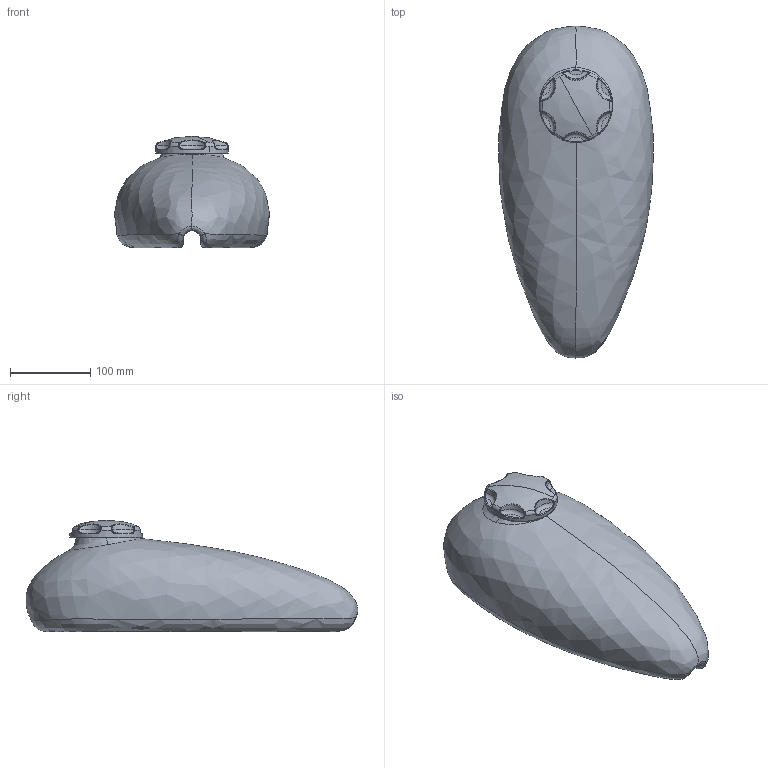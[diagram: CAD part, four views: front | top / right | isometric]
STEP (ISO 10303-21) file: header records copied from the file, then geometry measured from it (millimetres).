
FILE_DESCRIPTION(('CATIA V5 STEP Exchange'),'2;1');
FILE_NAME('chopper_gas_tank_ONR.stp','2012-05-28T18:12:49+00:00',('none'),('none'),'CATIA Version 5 Release 21 SP 1 (IN-10)','CATIA V5 STEP AP203','none');
FILE_SCHEMA(('CONFIG_CONTROL_DESIGN'));
Products named in the file (1): Part1
Bounding box: 193.38 x 414.29 x 138.73 mm (x, y, z)
Volume: 660922.8 mm3; surface area: 391695.9 mm2
Topology: 2 solids, 2 shells, 142 faces, 326 edges, 187 vertices
Faces by surface type: bspline 82, torus 20, cylinder 16, plane 16, cone 6, sphere 2
Entity records: 44089 total; most frequent: CARTESIAN_POINT 41676, ORIENTED_EDGE 648, EDGE_CURVE 324, B_SPLINE_CURVE_WITH_KNOTS 235, VERTEX_POINT 187, DIRECTION 185, EDGE_LOOP 143, ADVANCED_FACE 142
